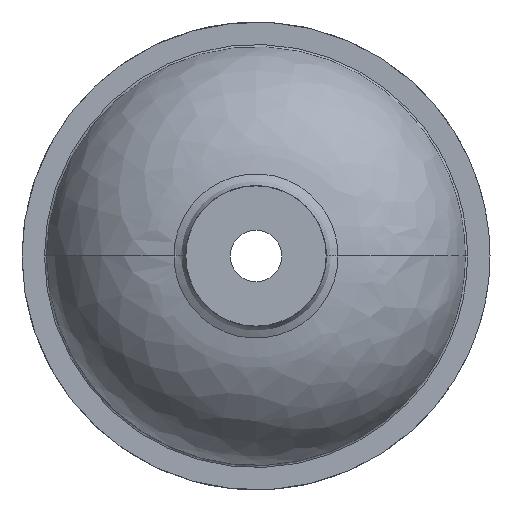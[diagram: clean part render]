
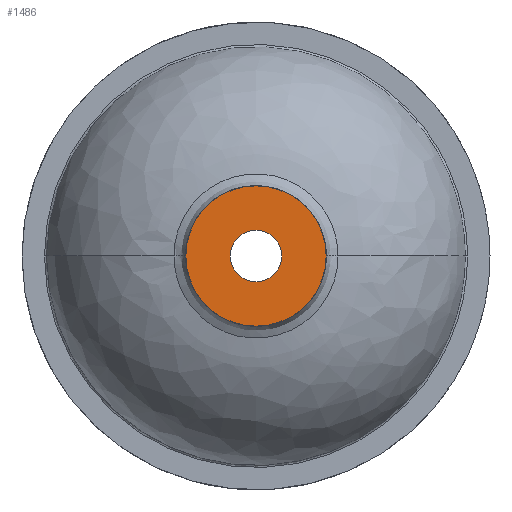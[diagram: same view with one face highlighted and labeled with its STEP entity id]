
A CAD part, front view. The second image highlights one B-rep face of the part: STEP entity #1486.
In plain terms, the highlighted planar face has unit normal (0, -1, 0).
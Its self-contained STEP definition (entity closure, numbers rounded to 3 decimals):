
#41 = DIRECTION ( 'NONE',  ( 0., 0., -1. ) ) ;
#155 = DIRECTION ( 'NONE',  ( 0., 0., -1. ) ) ;
#178 = CARTESIAN_POINT ( 'NONE',  ( 0., -22., 0. ) ) ;
#264 = EDGE_LOOP ( 'NONE', ( #3181, #2058 ) ) ;
#476 = ORIENTED_EDGE ( 'NONE', *, *, #3306, .F. ) ;
#645 = DIRECTION ( 'NONE',  ( 0., 0., -1. ) ) ;
#810 = CARTESIAN_POINT ( 'NONE',  ( 0., -22., 0. ) ) ;
#820 = DIRECTION ( 'NONE',  ( 0., -1., 0. ) ) ;
#923 = CARTESIAN_POINT ( 'NONE',  ( 0., -22., 0. ) ) ;
#1027 = PLANE ( 'NONE',  #2173 ) ;
#1032 = EDGE_LOOP ( 'NONE', ( #3955, #476 ) ) ;
#1105 = AXIS2_PLACEMENT_3D ( 'NONE', #810, #3566, #41 ) ;
#1133 = VERTEX_POINT ( 'NONE', #3178 ) ;
#1328 = EDGE_CURVE ( 'NONE', #2797, #1133, #3977, .T. ) ;
#1350 = CIRCLE ( 'NONE', #1434, 22. ) ;
#1434 = AXIS2_PLACEMENT_3D ( 'NONE', #4340, #820, #2398 ) ;
#1484 = VERTEX_POINT ( 'NONE', #4896 ) ;
#1486 = ADVANCED_FACE ( 'NONE', ( #2985, #4549 ), #1027, .T. ) ;
#1747 = DIRECTION ( 'NONE',  ( 0., -1., 0. ) ) ;
#1831 = VERTEX_POINT ( 'NONE', #4653 ) ;
#1855 = AXIS2_PLACEMENT_3D ( 'NONE', #923, #3686, #155 ) ;
#2058 = ORIENTED_EDGE ( 'NONE', *, *, #1328, .T. ) ;
#2089 = CIRCLE ( 'NONE', #1105, 60. ) ;
#2173 = AXIS2_PLACEMENT_3D ( 'NONE', #2601, #4169, #645 ) ;
#2398 = DIRECTION ( 'NONE',  ( 0., 0., -1. ) ) ;
#2601 = CARTESIAN_POINT ( 'NONE',  ( 22., -22., 0. ) ) ;
#2797 = VERTEX_POINT ( 'NONE', #4181 ) ;
#2985 = FACE_OUTER_BOUND ( 'NONE', #264, .T. ) ;
#3178 = CARTESIAN_POINT ( 'NONE',  ( 0., -22., 60. ) ) ;
#3181 = ORIENTED_EDGE ( 'NONE', *, *, #3574, .T. ) ;
#3306 = EDGE_CURVE ( 'NONE', #1831, #1484, #1350, .T. ) ;
#3314 = DIRECTION ( 'NONE',  ( 0., 0., -1. ) ) ;
#3335 = CIRCLE ( 'NONE', #1855, 22. ) ;
#3566 = DIRECTION ( 'NONE',  ( 0., -1., 0. ) ) ;
#3574 = EDGE_CURVE ( 'NONE', #1133, #2797, #2089, .T. ) ;
#3686 = DIRECTION ( 'NONE',  ( 0., -1., 0. ) ) ;
#3955 = ORIENTED_EDGE ( 'NONE', *, *, #4838, .F. ) ;
#3977 = CIRCLE ( 'NONE', #4143, 60. ) ;
#4143 = AXIS2_PLACEMENT_3D ( 'NONE', #178, #1747, #3314 ) ;
#4169 = DIRECTION ( 'NONE',  ( 0., -1., 0. ) ) ;
#4181 = CARTESIAN_POINT ( 'NONE',  ( 0., -22., -60. ) ) ;
#4340 = CARTESIAN_POINT ( 'NONE',  ( 0., -22., 0. ) ) ;
#4549 = FACE_BOUND ( 'NONE', #1032, .T. ) ;
#4653 = CARTESIAN_POINT ( 'NONE',  ( 0., -22., 22. ) ) ;
#4838 = EDGE_CURVE ( 'NONE', #1484, #1831, #3335, .T. ) ;
#4896 = CARTESIAN_POINT ( 'NONE',  ( 0., -22., -22. ) ) ;
